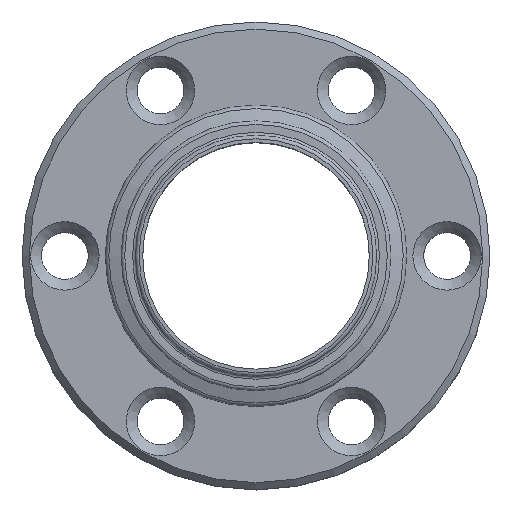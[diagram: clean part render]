
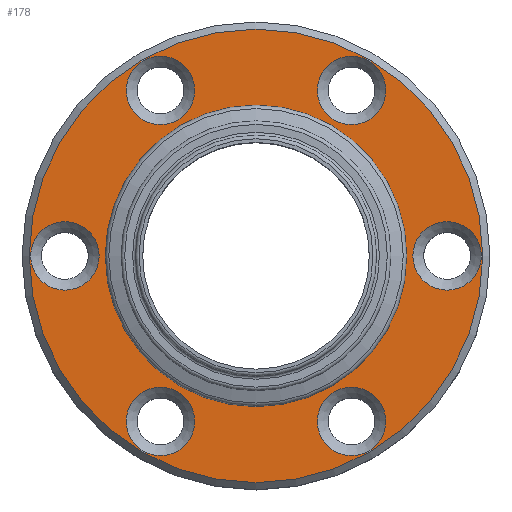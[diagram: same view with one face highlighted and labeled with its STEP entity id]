
A CAD part, top view. The second image highlights one B-rep face of the part: STEP entity #178.
In plain terms, the highlighted planar face has unit normal (0, 0, 1).
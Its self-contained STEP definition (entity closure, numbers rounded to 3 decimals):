
#178 = ADVANCED_FACE( '', ( #239, #240, #241, #242, #243, #244, #245, #246 ), #247, .F. );
#239 = FACE_BOUND( '', #401, .T. );
#240 = FACE_OUTER_BOUND( '', #402, .T. );
#241 = FACE_BOUND( '', #403, .T. );
#242 = FACE_BOUND( '', #404, .T. );
#243 = FACE_BOUND( '', #405, .T. );
#244 = FACE_BOUND( '', #406, .T. );
#245 = FACE_BOUND( '', #407, .T. );
#246 = FACE_BOUND( '', #408, .T. );
#247 = PLANE( '', #409 );
#401 = EDGE_LOOP( '', ( #573 ) );
#402 = EDGE_LOOP( '', ( #574 ) );
#403 = EDGE_LOOP( '', ( #575 ) );
#404 = EDGE_LOOP( '', ( #576 ) );
#405 = EDGE_LOOP( '', ( #577 ) );
#406 = EDGE_LOOP( '', ( #578 ) );
#407 = EDGE_LOOP( '', ( #579 ) );
#408 = EDGE_LOOP( '', ( #580 ) );
#409 = AXIS2_PLACEMENT_3D( '', #581, #582, #583 );
#573 = ORIENTED_EDGE( '', *, *, #818, .T. );
#574 = ORIENTED_EDGE( '', *, *, #819, .T. );
#575 = ORIENTED_EDGE( '', *, *, #820, .T. );
#576 = ORIENTED_EDGE( '', *, *, #821, .T. );
#577 = ORIENTED_EDGE( '', *, *, #822, .T. );
#578 = ORIENTED_EDGE( '', *, *, #823, .T. );
#579 = ORIENTED_EDGE( '', *, *, #824, .T. );
#580 = ORIENTED_EDGE( '', *, *, #825, .T. );
#581 = CARTESIAN_POINT( '', ( 0., 0., 3.81 ) );
#582 = DIRECTION( '', ( 0., 0., -1. ) );
#583 = DIRECTION( '', ( -1., 0., 0. ) );
#818 = EDGE_CURVE( '', #882, #882, #883, .T. );
#819 = EDGE_CURVE( '', #884, #884, #885, .F. );
#820 = EDGE_CURVE( '', #886, #886, #887, .T. );
#821 = EDGE_CURVE( '', #888, #888, #889, .T. );
#822 = EDGE_CURVE( '', #890, #890, #891, .T. );
#823 = EDGE_CURVE( '', #892, #892, #893, .T. );
#824 = EDGE_CURVE( '', #894, #894, #895, .T. );
#825 = EDGE_CURVE( '', #896, #896, #897, .T. );
#882 = VERTEX_POINT( '', #994 );
#883 = CIRCLE( '', #995, 10.211 );
#884 = VERTEX_POINT( '', #996 );
#885 = CIRCLE( '', #997, 16.002 );
#886 = VERTEX_POINT( '', #998 );
#887 = CIRCLE( '', #999, 2.416 );
#888 = VERTEX_POINT( '', #1000 );
#889 = CIRCLE( '', #1001, 2.416 );
#890 = VERTEX_POINT( '', #1002 );
#891 = CIRCLE( '', #1003, 2.416 );
#892 = VERTEX_POINT( '', #1004 );
#893 = CIRCLE( '', #1005, 2.416 );
#894 = VERTEX_POINT( '', #1006 );
#895 = CIRCLE( '', #1007, 2.416 );
#896 = VERTEX_POINT( '', #1008 );
#897 = CIRCLE( '', #1009, 2.416 );
#994 = CARTESIAN_POINT( '', ( -10.211, 0., 3.81 ) );
#995 = AXIS2_PLACEMENT_3D( '', #1114, #1115, #1116 );
#996 = CARTESIAN_POINT( '', ( -16.002, 0., 3.81 ) );
#997 = AXIS2_PLACEMENT_3D( '', #1117, #1118, #1119 );
#998 = CARTESIAN_POINT( '', ( 4.328, 11.68, 3.81 ) );
#999 = AXIS2_PLACEMENT_3D( '', #1120, #1121, #1122 );
#1000 = CARTESIAN_POINT( '', ( 11.072, 0., 3.81 ) );
#1001 = AXIS2_PLACEMENT_3D( '', #1123, #1124, #1125 );
#1002 = CARTESIAN_POINT( '', ( 4.328, -11.68, 3.81 ) );
#1003 = AXIS2_PLACEMENT_3D( '', #1126, #1127, #1128 );
#1004 = CARTESIAN_POINT( '', ( -9.159, -11.68, 3.81 ) );
#1005 = AXIS2_PLACEMENT_3D( '', #1129, #1130, #1131 );
#1006 = CARTESIAN_POINT( '', ( -15.903, 0., 3.81 ) );
#1007 = AXIS2_PLACEMENT_3D( '', #1132, #1133, #1134 );
#1008 = CARTESIAN_POINT( '', ( -9.159, 11.68, 3.81 ) );
#1009 = AXIS2_PLACEMENT_3D( '', #1135, #1136, #1137 );
#1114 = CARTESIAN_POINT( '', ( 0., 0., 3.81 ) );
#1115 = DIRECTION( '', ( 0., 0., -1. ) );
#1116 = DIRECTION( '', ( -1., 0., 0. ) );
#1117 = CARTESIAN_POINT( '', ( 0., 0., 3.81 ) );
#1118 = DIRECTION( '', ( 0., 0., -1. ) );
#1119 = DIRECTION( '', ( -1., 0., 0. ) );
#1120 = CARTESIAN_POINT( '', ( 6.744, 11.68, 3.81 ) );
#1121 = DIRECTION( '', ( 0., 0., -1. ) );
#1122 = DIRECTION( '', ( -1., 0., 0. ) );
#1123 = CARTESIAN_POINT( '', ( 13.487, 0., 3.81 ) );
#1124 = DIRECTION( '', ( 0., 0., -1. ) );
#1125 = DIRECTION( '', ( -1., 0., 0. ) );
#1126 = CARTESIAN_POINT( '', ( 6.744, -11.68, 3.81 ) );
#1127 = DIRECTION( '', ( 0., 0., -1. ) );
#1128 = DIRECTION( '', ( -1., 0., 0. ) );
#1129 = CARTESIAN_POINT( '', ( -6.744, -11.68, 3.81 ) );
#1130 = DIRECTION( '', ( 0., 0., -1. ) );
#1131 = DIRECTION( '', ( -1., 0., 0. ) );
#1132 = CARTESIAN_POINT( '', ( -13.487, 0., 3.81 ) );
#1133 = DIRECTION( '', ( 0., 0., -1. ) );
#1134 = DIRECTION( '', ( -1., 0., 0. ) );
#1135 = CARTESIAN_POINT( '', ( -6.744, 11.68, 3.81 ) );
#1136 = DIRECTION( '', ( 0., 0., -1. ) );
#1137 = DIRECTION( '', ( -1., 0., 0. ) );
